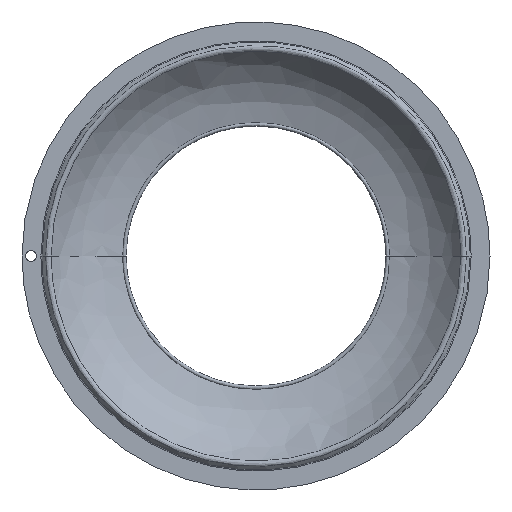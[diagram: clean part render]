
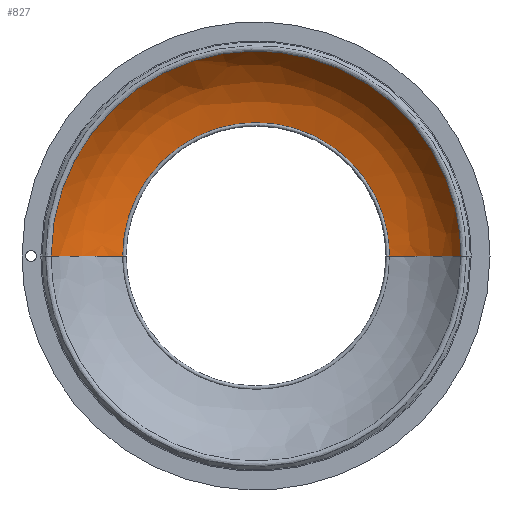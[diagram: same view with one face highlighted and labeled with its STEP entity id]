
A CAD part, front view. The second image highlights one B-rep face of the part: STEP entity #827.
In plain terms, the highlighted free-form (B-spline) face has degree [2, 2] with [5, 3] control points.
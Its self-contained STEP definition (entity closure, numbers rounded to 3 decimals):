
#24 = VERTEX_POINT('',#25);
#25 = CARTESIAN_POINT('',(99.607,25.636,0.
    ));
#44 = VERTEX_POINT('',#45);
#45 = CARTESIAN_POINT('',(-99.607,25.636,0.));
#100 = EDGE_CURVE('',#44,#24,#101,.T.);
#101 = ( BOUNDED_CURVE() B_SPLINE_CURVE(2,(#102,#103,#104,#105,#106),
.UNSPECIFIED.,.F.,.F.) B_SPLINE_CURVE_WITH_KNOTS((3,2,3),(0.,
1.571,3.142),.PIECEWISE_BEZIER_KNOTS.) CURVE() 
GEOMETRIC_REPRESENTATION_ITEM() RATIONAL_B_SPLINE_CURVE((1.,
0.707,1.,0.707,1.)) REPRESENTATION_ITEM('') );
#102 = CARTESIAN_POINT('',(-99.607,25.636,0.));
#103 = CARTESIAN_POINT('',(-99.607,25.636,99.607
    ));
#104 = CARTESIAN_POINT('',(0.,25.636,
    99.607));
#105 = CARTESIAN_POINT('',(99.607,25.636,99.607)
  );
#106 = CARTESIAN_POINT('',(99.607,25.636,
    0.));
#284 = EDGE_CURVE('',#285,#287,#289,.T.);
#285 = VERTEX_POINT('',#286);
#286 = CARTESIAN_POINT('',(-153.201,-9.238,0.));
#287 = VERTEX_POINT('',#288);
#288 = CARTESIAN_POINT('',(153.201,-9.238,
    0.));
#289 = ( BOUNDED_CURVE() B_SPLINE_CURVE(2,(#290,#291,#292,#293,#294),
.UNSPECIFIED.,.F.,.F.) B_SPLINE_CURVE_WITH_KNOTS((3,2,3),(0.,
1.571,3.142),.PIECEWISE_BEZIER_KNOTS.) CURVE() 
GEOMETRIC_REPRESENTATION_ITEM() RATIONAL_B_SPLINE_CURVE((1.,
0.707,1.,0.707,1.)) REPRESENTATION_ITEM('') );
#290 = CARTESIAN_POINT('',(-153.201,-9.238,0.));
#291 = CARTESIAN_POINT('',(-153.201,-9.238,
    153.201));
#292 = CARTESIAN_POINT('',(0.,-9.238,
    153.201));
#293 = CARTESIAN_POINT('',(153.201,-9.238,
    153.201));
#294 = CARTESIAN_POINT('',(153.201,-9.238,
    0.));
#328 = EDGE_CURVE('',#285,#44,#329,.T.);
#329 = ( BOUNDED_CURVE() B_SPLINE_CURVE(2,(#330,#331,#332),
.UNSPECIFIED.,.F.,.F.) B_SPLINE_CURVE_WITH_KNOTS((3,3),(0.573,
1.415),.PIECEWISE_BEZIER_KNOTS.) CURVE() 
GEOMETRIC_REPRESENTATION_ITEM() RATIONAL_B_SPLINE_CURVE((1.,
0.913,1.)) REPRESENTATION_ITEM('') );
#330 = CARTESIAN_POINT('',(-153.201,-9.238,0.));
#331 = CARTESIAN_POINT('',(-134.207,20.19,0.));
#332 = CARTESIAN_POINT('',(-99.607,25.636,0.));
#335 = EDGE_CURVE('',#287,#24,#336,.T.);
#336 = ( BOUNDED_CURVE() B_SPLINE_CURVE(2,(#337,#338,#339),
.UNSPECIFIED.,.F.,.F.) B_SPLINE_CURVE_WITH_KNOTS((3,3),(0.573,
1.415),.PIECEWISE_BEZIER_KNOTS.) CURVE() 
GEOMETRIC_REPRESENTATION_ITEM() RATIONAL_B_SPLINE_CURVE((1.,
0.913,1.)) REPRESENTATION_ITEM('') );
#337 = CARTESIAN_POINT('',(153.201,-9.238,
    0.));
#338 = CARTESIAN_POINT('',(134.207,20.19,
    0.));
#339 = CARTESIAN_POINT('',(99.607,25.636,
    0.));
#827 = ADVANCED_FACE('',(#828),#834,.F.);
#828 = FACE_BOUND('',#829,.F.);
#829 = EDGE_LOOP('',(#830,#831,#832,#833));
#830 = ORIENTED_EDGE('',*,*,#100,.F.);
#831 = ORIENTED_EDGE('',*,*,#328,.F.);
#832 = ORIENTED_EDGE('',*,*,#284,.T.);
#833 = ORIENTED_EDGE('',*,*,#335,.T.);
#834 = ( BOUNDED_SURFACE() B_SPLINE_SURFACE(2,2,(
    (#835,#836,#837)
    ,(#838,#839,#840)
    ,(#841,#842,#843)
    ,(#844,#845,#846)
    ,(#847,#848,#849
)),.UNSPECIFIED.,.F.,.F.,.F.) B_SPLINE_SURFACE_WITH_KNOTS((3,2,3),(3,3),
  (0.,1.571,3.142),(0.573,1.415),
.PIECEWISE_BEZIER_KNOTS.) GEOMETRIC_REPRESENTATION_ITEM() 
RATIONAL_B_SPLINE_SURFACE((
    (1.,0.913,1.)
    ,(0.707,0.645,0.707)
    ,(1.,0.913,1.)
    ,(0.707,0.645,0.707)
,(1.,0.913,1.))) REPRESENTATION_ITEM('') SURFACE() );
#835 = CARTESIAN_POINT('',(-153.201,-9.238,0.));
#836 = CARTESIAN_POINT('',(-134.207,20.19,0.));
#837 = CARTESIAN_POINT('',(-99.607,25.636,0.));
#838 = CARTESIAN_POINT('',(-153.201,-9.238,
    153.201));
#839 = CARTESIAN_POINT('',(-134.207,20.19,
    134.207));
#840 = CARTESIAN_POINT('',(-99.607,25.636,99.607
    ));
#841 = CARTESIAN_POINT('',(0.,-9.238,
    153.201));
#842 = CARTESIAN_POINT('',(0.,20.19,
    134.207));
#843 = CARTESIAN_POINT('',(0.,25.636,
    99.607));
#844 = CARTESIAN_POINT('',(153.201,-9.238,
    153.201));
#845 = CARTESIAN_POINT('',(134.207,20.19,
    134.207));
#846 = CARTESIAN_POINT('',(99.607,25.636,99.607)
  );
#847 = CARTESIAN_POINT('',(153.201,-9.238,
    0.));
#848 = CARTESIAN_POINT('',(134.207,20.19,
    0.));
#849 = CARTESIAN_POINT('',(99.607,25.636,
    0.));
